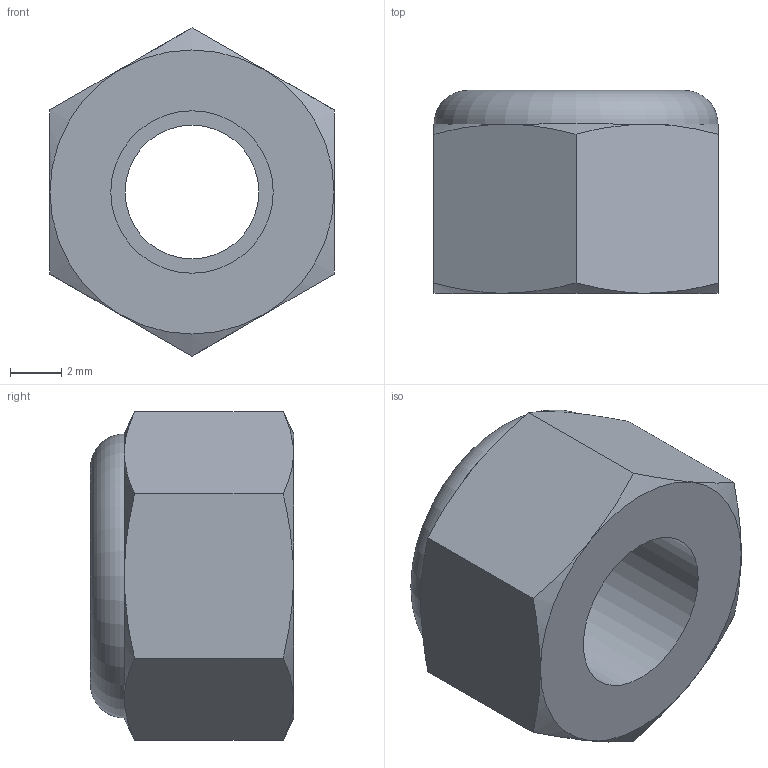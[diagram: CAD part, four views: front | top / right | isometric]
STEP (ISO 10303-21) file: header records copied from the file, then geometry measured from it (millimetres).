
FILE_DESCRIPTION(/* description */ (''),/* implementation_level */ '2;1');
FILE_NAME(/* name */ 'nylock_.25_20.ipt.stp',/* time_stamp */ '2018-01-01T11:20:51-08:00',/* author */ ('PhillipD'),/* organization */ (''),/* preprocessor_version */ 'ST-DEVELOPER v16.13',/* originating_system */ 'Autodesk Inventor 2018',/* authorisation */ '');
FILE_SCHEMA (('AUTOMOTIVE_DESIGN { 1 0 10303 214 3 1 1 }'));
Length unit declared in the file: inch
Products named in the file (1): nylock_.25_20
Bounding box: 11.11 x 7.94 x 12.83 mm (x, y, z)
Volume: 568.4 mm3; surface area: 858.5 mm2
Topology: 2 solids, 2 shells, 20 faces, 39 edges, 25 vertices
Faces by surface type: plane 12, cylinder 3, torus 3, cone 2
Full cylindrical faces by diameter (mm): 5.232 x1, 6.35 x1, 6.843 x1
Entity records: 515 total; most frequent: CARTESIAN_POINT 101, DIRECTION 74, ORIENTED_EDGE 62, EDGE_LOOP 34, AXIS2_PLACEMENT_3D 34, EDGE_CURVE 31, VERTEX_POINT 25, FACE_OUTER_BOUND 20
